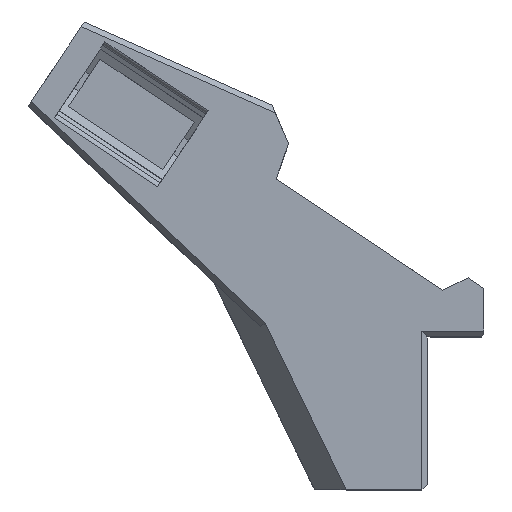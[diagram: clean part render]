
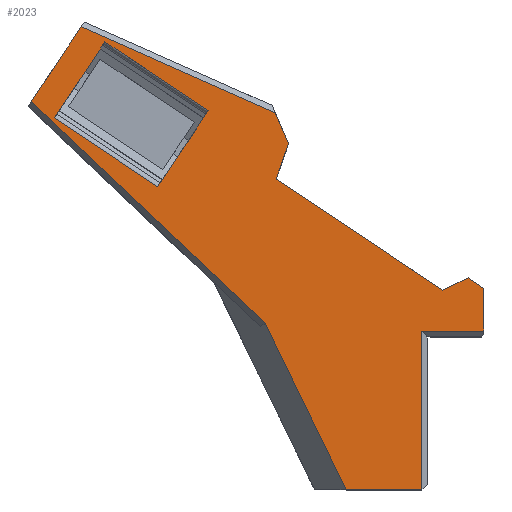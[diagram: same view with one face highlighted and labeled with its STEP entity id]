
A CAD part, top view. The second image highlights one B-rep face of the part: STEP entity #2023.
In plain terms, the highlighted planar face has unit normal (0, 0, 1).
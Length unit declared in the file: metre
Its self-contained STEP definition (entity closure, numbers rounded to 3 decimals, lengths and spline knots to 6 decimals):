
#124=ORIENTED_EDGE('',*,*,#698,.F.);
#125=ORIENTED_EDGE('',*,*,#699,.T.);
#126=ORIENTED_EDGE('',*,*,#700,.T.);
#127=ORIENTED_EDGE('',*,*,#701,.F.);
#128=ORIENTED_EDGE('',*,*,#702,.F.);
#129=ORIENTED_EDGE('',*,*,#703,.T.);
#130=ORIENTED_EDGE('',*,*,#704,.T.);
#131=ORIENTED_EDGE('',*,*,#705,.F.);
#132=ORIENTED_EDGE('',*,*,#706,.F.);
#133=ORIENTED_EDGE('',*,*,#707,.T.);
#134=ORIENTED_EDGE('',*,*,#708,.F.);
#135=ORIENTED_EDGE('',*,*,#709,.T.);
#136=ORIENTED_EDGE('',*,*,#710,.T.);
#137=ORIENTED_EDGE('',*,*,#711,.T.);
#138=ORIENTED_EDGE('',*,*,#712,.F.);
#139=ORIENTED_EDGE('',*,*,#713,.T.);
#140=ORIENTED_EDGE('',*,*,#714,.T.);
#698=EDGE_CURVE('',#985,#986,#1179,.T.);
#699=EDGE_CURVE('',#985,#987,#1180,.T.);
#700=EDGE_CURVE('',#987,#988,#1181,.T.);
#701=EDGE_CURVE('',#986,#988,#1182,.T.);
#702=EDGE_CURVE('',#989,#990,#1183,.T.);
#703=EDGE_CURVE('',#989,#991,#1184,.T.);
#704=EDGE_CURVE('',#991,#992,#1185,.T.);
#705=EDGE_CURVE('',#993,#992,#1186,.T.);
#706=EDGE_CURVE('',#994,#993,#1187,.T.);
#707=EDGE_CURVE('',#994,#995,#1188,.F.);
#708=EDGE_CURVE('',#996,#995,#1189,.T.);
#709=EDGE_CURVE('',#996,#997,#1190,.F.);
#710=EDGE_CURVE('',#997,#998,#1191,.T.);
#711=EDGE_CURVE('',#998,#999,#1192,.T.);
#712=EDGE_CURVE('',#1000,#999,#1193,.T.);
#713=EDGE_CURVE('',#1000,#1001,#1194,.T.);
#714=EDGE_CURVE('',#1001,#990,#1195,.T.);
#985=VERTEX_POINT('',#2871);
#986=VERTEX_POINT('',#2872);
#987=VERTEX_POINT('',#2874);
#988=VERTEX_POINT('',#2876);
#989=VERTEX_POINT('',#2879);
#990=VERTEX_POINT('',#2880);
#991=VERTEX_POINT('',#2882);
#992=VERTEX_POINT('',#2884);
#993=VERTEX_POINT('',#2886);
#994=VERTEX_POINT('',#2888);
#995=VERTEX_POINT('',#2890);
#996=VERTEX_POINT('',#2892);
#997=VERTEX_POINT('',#2894);
#998=VERTEX_POINT('',#2896);
#999=VERTEX_POINT('',#2898);
#1000=VERTEX_POINT('',#2900);
#1001=VERTEX_POINT('',#2902);
#1179=LINE('',#2870,#1412);
#1180=LINE('',#2873,#1413);
#1181=LINE('',#2875,#1414);
#1182=LINE('',#2877,#1415);
#1183=LINE('',#2878,#1416);
#1184=LINE('',#2881,#1417);
#1185=LINE('',#2883,#1418);
#1186=LINE('',#2885,#1419);
#1187=LINE('',#2887,#1420);
#1188=LINE('',#2889,#1421);
#1189=LINE('',#2891,#1422);
#1190=LINE('',#2893,#1423);
#1191=LINE('',#2895,#1424);
#1192=LINE('',#2897,#1425);
#1193=LINE('',#2899,#1426);
#1194=LINE('',#2901,#1427);
#1195=LINE('',#2903,#1428);
#1412=VECTOR('',#2316,1.);
#1413=VECTOR('',#2317,1.);
#1414=VECTOR('',#2318,1.);
#1415=VECTOR('',#2319,1.);
#1416=VECTOR('',#2320,1.);
#1417=VECTOR('',#2321,1.);
#1418=VECTOR('',#2322,1.);
#1419=VECTOR('',#2323,1.);
#1420=VECTOR('',#2324,1.);
#1421=VECTOR('',#2325,1.);
#1422=VECTOR('',#2326,1.);
#1423=VECTOR('',#2327,1.);
#1424=VECTOR('',#2328,1.);
#1425=VECTOR('',#2329,1.);
#1426=VECTOR('',#2330,1.);
#1427=VECTOR('',#2331,1.);
#1428=VECTOR('',#2332,1.);
#1627=EDGE_LOOP('',(#124,#125,#126,#127));
#1628=EDGE_LOOP('',(#128,#129,#130,#131,#132,#133,#134,#135,#136,#137,#138,
#139,#140));
#1781=FACE_BOUND('',#1627,.T.);
#1782=FACE_BOUND('',#1628,.T.);
#1934=PLANE('',#2150);
#2023=ADVANCED_FACE('',(#1781,#1782),#1934,.T.);
#2150=AXIS2_PLACEMENT_3D('',#2869,#2314,#2315);
#2314=DIRECTION('',(0.,0.,1.));
#2315=DIRECTION('',(1.,0.,0.));
#2316=DIRECTION('',(-0.832,0.555,0.));
#2317=DIRECTION('',(-0.555,-0.832,0.));
#2318=DIRECTION('',(-0.832,0.555,0.));
#2319=DIRECTION('',(-0.555,-0.832,0.));
#2320=DIRECTION('',(-1.,0.,0.));
#2321=DIRECTION('',(0.,1.,0.));
#2322=DIRECTION('',(1.,0.,0.));
#2323=DIRECTION('',(0.,-1.,0.));
#2324=DIRECTION('',(0.832,-0.555,0.));
#2325=DIRECTION('',(0.904,0.428,0.));
#2326=DIRECTION('',(0.832,-0.555,0.));
#2327=DIRECTION('',(-0.33,-0.944,0.));
#2328=DIRECTION('',(-0.397,0.918,0.));
#2329=DIRECTION('',(-0.914,0.406,0.));
#2330=DIRECTION('',(0.555,0.832,0.));
#2331=DIRECTION('',(0.726,-0.687,0.));
#2332=DIRECTION('',(0.437,-0.899,0.));
#2869=CARTESIAN_POINT('',(0.10175,-0.02075,0.042));
#2870=CARTESIAN_POINT('',(0.168139,-0.175372,0.042));
#2871=CARTESIAN_POINT('',(0.168139,-0.175372,0.042));
#2872=CARTESIAN_POINT('',(0.149834,-0.163168,0.042));
#2873=CARTESIAN_POINT('',(0.163653,-0.182102,0.042));
#2874=CARTESIAN_POINT('',(0.159166,-0.188832,0.042));
#2875=CARTESIAN_POINT('',(0.159166,-0.188832,0.042));
#2876=CARTESIAN_POINT('',(0.140861,-0.176628,0.042));
#2877=CARTESIAN_POINT('',(0.145347,-0.169898,0.042));
#2878=CARTESIAN_POINT('',(0.197,-0.2425,0.042));
#2879=CARTESIAN_POINT('',(0.206,-0.2425,0.042));
#2880=CARTESIAN_POINT('',(0.192559,-0.2425,0.042));
#2881=CARTESIAN_POINT('',(0.206,-0.02075,0.042));
#2882=CARTESIAN_POINT('',(0.206,-0.2144,0.042));
#2883=CARTESIAN_POINT('',(0.10175,-0.2144,0.042));
#2884=CARTESIAN_POINT('',(0.217,-0.2144,0.042));
#2885=CARTESIAN_POINT('',(0.217,-0.211175,0.042));
#2886=CARTESIAN_POINT('',(0.217,-0.20685,0.042));
#2887=CARTESIAN_POINT('',(0.214357,-0.205088,0.042));
#2888=CARTESIAN_POINT('',(0.21421,-0.20499,0.042));
#2889=CARTESIAN_POINT('',(0.193638,-0.214735,0.042));
#2890=CARTESIAN_POINT('',(0.209655,-0.207148,0.042));
#2891=CARTESIAN_POINT('',(0.195172,-0.197492,0.042));
#2892=CARTESIAN_POINT('',(0.180158,-0.187483,0.042));
#2893=CARTESIAN_POINT('',(0.22355,-0.063313,0.042));
#2894=CARTESIAN_POINT('',(0.182365,-0.181168,0.042));
#2895=CARTESIAN_POINT('',(0.111209,-0.016659,0.042));
#2896=CARTESIAN_POINT('',(0.180031,-0.175772,0.042));
#2897=CARTESIAN_POINT('',(0.057133,-0.121164,0.042));
#2898=CARTESIAN_POINT('',(0.145617,-0.160481,0.042));
#2899=CARTESIAN_POINT('',(0.141187,-0.167125,0.042));
#2900=CARTESIAN_POINT('',(0.136758,-0.173769,0.042));
#2901=CARTESIAN_POINT('',(0.180161,-0.214847,0.042));
#2902=CARTESIAN_POINT('',(0.178235,-0.213024,0.042));
#2903=CARTESIAN_POINT('',(0.191497,-0.240315,0.042));
